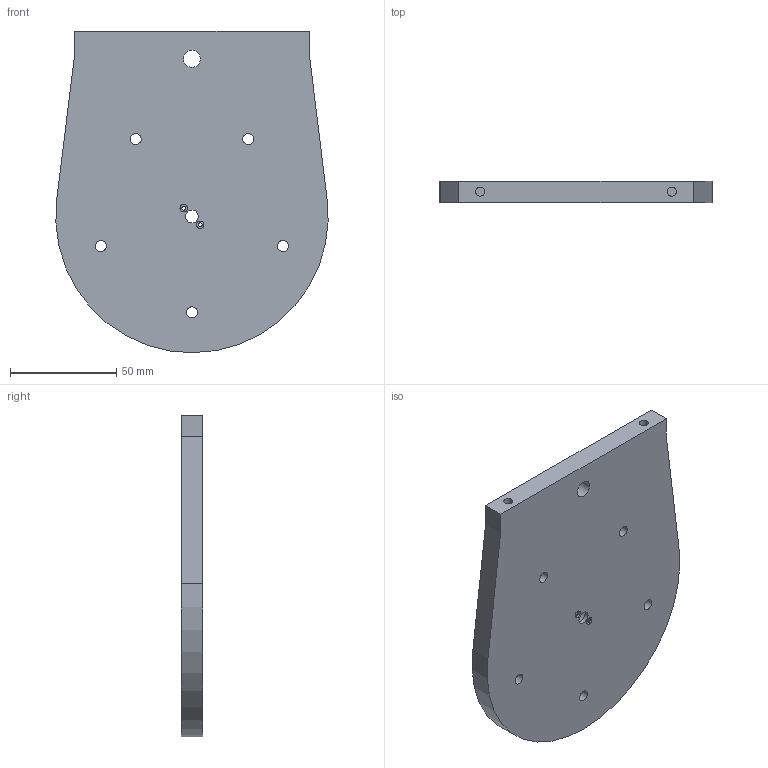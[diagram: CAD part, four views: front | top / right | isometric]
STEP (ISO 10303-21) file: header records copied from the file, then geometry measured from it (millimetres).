
FILE_DESCRIPTION(/* description */ (''),/* implementation_level */ '2;1');
FILE_NAME(/* name */ 'J3LA1.step',/* time_stamp */ '2023-01-11T22:59:23-05:00',/* author */ (''),/* organization */ (''),/* preprocessor_version */ 'ST-DEVELOPER v19.2',/* originating_system */ 'Autodesk Translation Framework v11.17.0.187',/* authorisation */ '');
FILE_SCHEMA (('AUTOMOTIVE_DESIGN { 1 0 10303 214 3 1 1 }'));
Length unit declared in the file: millimetre
Products named in the file (1): Joints 3_Left Arm 1
Bounding box: 127.89 x 10 x 151 mm (x, y, z)
Volume: 163408 mm3; surface area: 39749.1 mm2
Topology: 1 solids, 1 shells, 27 faces, 60 edges, 40 vertices
Faces by surface type: cylinder 15, plane 12
Full cylindrical faces by diameter (mm): 1.8 x2, 3.5 x2, 4.234 x2, 5.2 x5, 6 x1, 8 x1, 18 x1
Entity records: 833 total; most frequent: DIRECTION 146, CARTESIAN_POINT 128, ORIENTED_EDGE 120, EDGE_CURVE 60, AXIS2_PLACEMENT_3D 58, EDGE_LOOP 50, VERTEX_POINT 40, LINE 30
